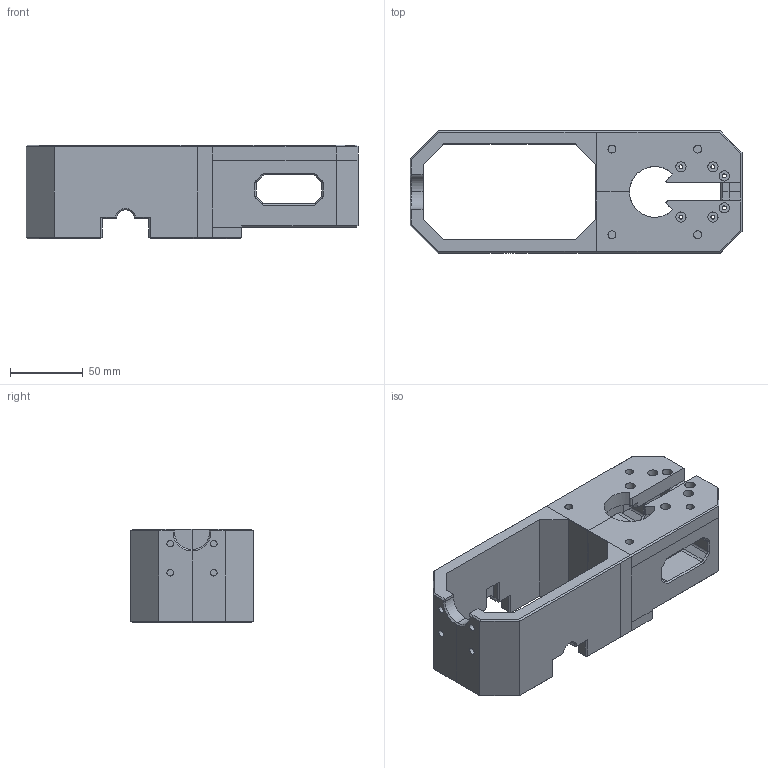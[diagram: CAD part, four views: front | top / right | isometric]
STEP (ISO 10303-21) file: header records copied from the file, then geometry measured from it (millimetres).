
FILE_DESCRIPTION(('FreeCAD Model'),'2;1');
FILE_NAME('Open CASCADE Shape Model','2023-09-21T09:59:44',('Author'),( ''),'Open CASCADE STEP processor 7.6','FreeCAD','Unknown');
FILE_SCHEMA(('AUTOMOTIVE_DESIGN { 1 0 10303 214 1 1 1 1 }'));
Length unit declared in the file: millimetre
Products named in the file (3): fork_part; Fusion001; Clone009 (Mirror #7)
Assembly tree (2 placements, depth 2):
  fork_part
    Fusion001
    Clone009 (Mirror #7)
Bounding box: 228.5 x 84 x 64.5 mm (x, y, z)
Volume: 468121.2 mm3; surface area: 97685.9 mm2
Topology: 2 solids, 2 shells, 402 faces, 940 edges, 562 vertices
Faces by surface type: plane 276, cylinder 68, cone 58
Full cylindrical faces by diameter (mm): 2.75 x6, 3 x2, 4.5 x12, 5.5 x4, 7 x6
Entity records: 11298 total; most frequent: DIRECTION 1962, CARTESIAN_POINT 1907, ORIENTED_EDGE 1880, EDGE_CURVE 940, LINE 728, VECTOR 728, AXIS2_PLACEMENT_3D 617, VERTEX_POINT 562
